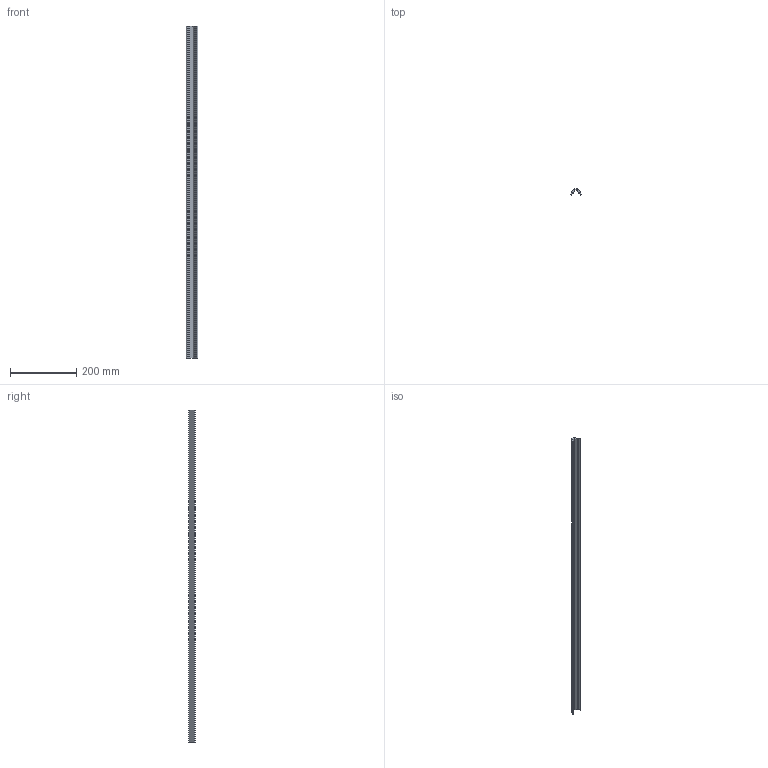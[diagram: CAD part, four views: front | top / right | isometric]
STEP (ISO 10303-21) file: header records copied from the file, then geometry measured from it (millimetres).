
FILE_DESCRIPTION (( 'STEP AP203' ), '1' );
FILE_NAME ('BP-869-1.STEP', '2011-12-13T06:47:19', ( '' ), ( '' ), 'SwSTEP 2.0', 'SolidWorks 2011', '' );
FILE_SCHEMA (( 'CONFIG_CONTROL_DESIGN' ));
Length unit declared in the file: millimetre
Products named in the file (1): BP-869-1
Bounding box: 35.3 x 18.64 x 1000 mm (x, y, z)
Volume: 163003.5 mm3; surface area: 105963.3 mm2
Topology: 1 solids, 1 shells, 19 faces, 51 edges, 34 vertices
Faces by surface type: plane 16, cylinder 3
Entity records: 668 total; most frequent: CARTESIAN_POINT 105, ORIENTED_EDGE 102, DIRECTION 97, EDGE_CURVE 51, VECTOR 45, LINE 45, VERTEX_POINT 34, AXIS2_PLACEMENT_3D 26
